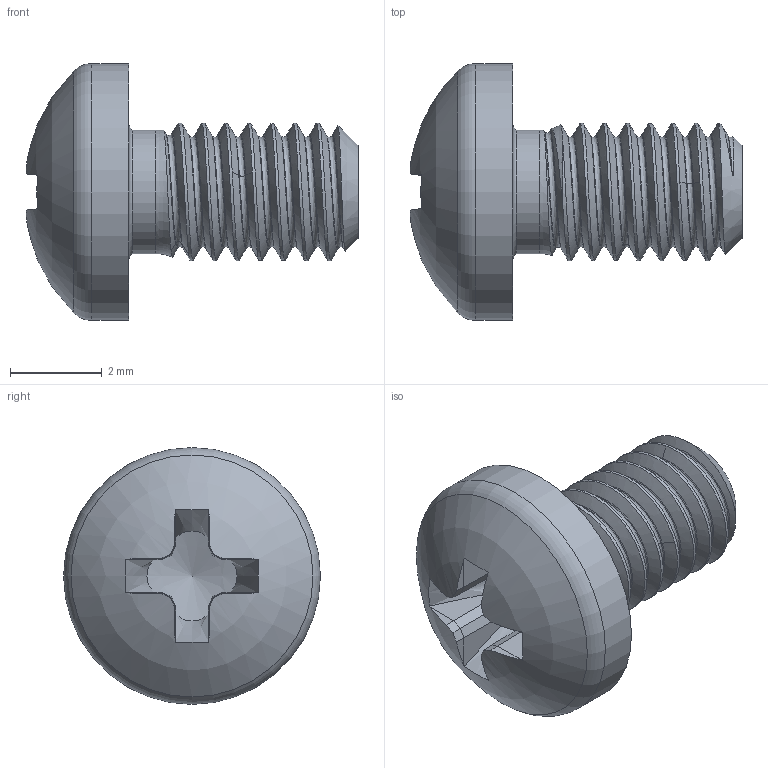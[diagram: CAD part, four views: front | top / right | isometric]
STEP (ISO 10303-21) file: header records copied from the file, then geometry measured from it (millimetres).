
FILE_DESCRIPTION(/* description */ ('STEP AP242','CAx-IF Rec.Pracs.---Representation and Presentation of Product Manufacturing Information (PMI)---4.0---2014-10-13','CAx-IF Rec.Pracs.---3D Tessellated Geometry---0.4---2014-09-14','2;1'),/* implementation_level */ '2;1');
FILE_NAME(/* name */ '66cf655d9fbb4060b4171bdf',/* time_stamp */ '2024-08-28T17:58:53Z',/* author */ (''),/* organization */ (''),/* preprocessor_version */ 'ST-DEVELOPER v20',/* originating_system */ ' ',/* authorisation */ ' ');
FILE_SCHEMA (('AP242_MANAGED_MODEL_BASED_3D_ENGINEERING_MIM_LF { 1 0 10303 442 1 1 4 }'));
Length unit declared in the file: metre
Products named in the file (3): 001_MM_PAN_HEAD_ASM; THE-LAST-SCREW; ASME_PAN_HEAD
Assembly tree (2 placements, depth 2):
  001_MM_PAN_HEAD_ASM
    THE-LAST-SCREW
    ASME_PAN_HEAD
Bounding box: 7.24 x 5.6 x 5.6 mm (x, y, z)
Volume: 64.9 mm3; surface area: 158.9 mm2
Topology: 2 solids, 2 shells, 70 faces, 175 edges, 109 vertices
Faces by surface type: plane 36, bspline 24, cylinder 4, torus 3, cone 2, sphere 1
Full cylindrical faces by diameter (mm): 0.085 x1, 2.688 x1, 5.6 x1
Entity records: 6726 total; most frequent: CARTESIAN_POINT 5240, ORIENTED_EDGE 318, DIRECTION 236, EDGE_CURVE 159, VERTEX_POINT 103, AXIS2_PLACEMENT_3D 92, FACE_BOUND 80, EDGE_LOOP 79
